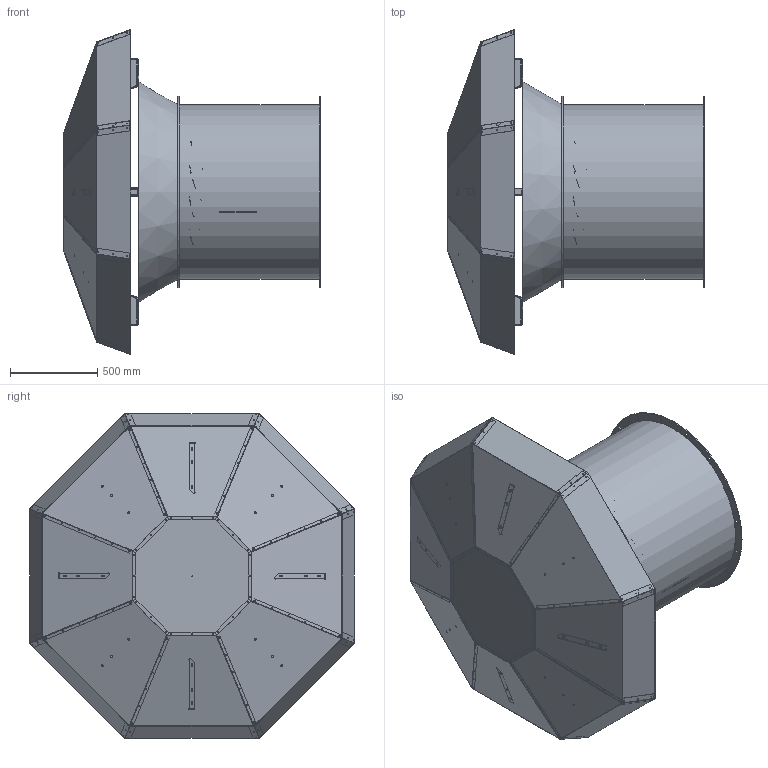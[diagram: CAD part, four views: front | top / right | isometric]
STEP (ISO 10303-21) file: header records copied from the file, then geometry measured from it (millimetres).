
FILE_DESCRIPTION(('STEP AP203'), '1');
FILE_NAME('薹恘 10', '', ('UNSPECIFIED'), ('UNSPECIFIED'), 'ASCON STEP Converter 1.3', 'ASCON Math Kernel', '');
FILE_SCHEMA(('CONFIG_CONTROL_DESIGN'));
Length unit declared in the file: millimetre
Bounding box: 1474.21 x 1865 x 1865 mm (x, y, z)
Volume: 20753707.2 mm3; surface area: 21049869.9 mm2
Topology: 25 solids, 26 shells, 2361 faces, 6414 edges, 4073 vertices
Faces by surface type: plane 1118, cylinder 626, bspline 484, extrusion 128, cone 5
Full cylindrical faces by diameter (mm): 1 x1, 5 x224, 11.3 x24, 73 x1, 82 x1, 90 x2, 90.5 x2, 95 x1, 1004 x2, 1100 x2, 1270 x1, 1370 x1
Entity records: 102352 total; most frequent: CARTESIAN_POINT 26984, ORIENTED_EDGE 12290, DIRECTION 9540, EDGE_CURVE 6145, VERTEX_POINT 4073, VECTOR 3754, LINE 3626, EDGE_LOOP 3386
